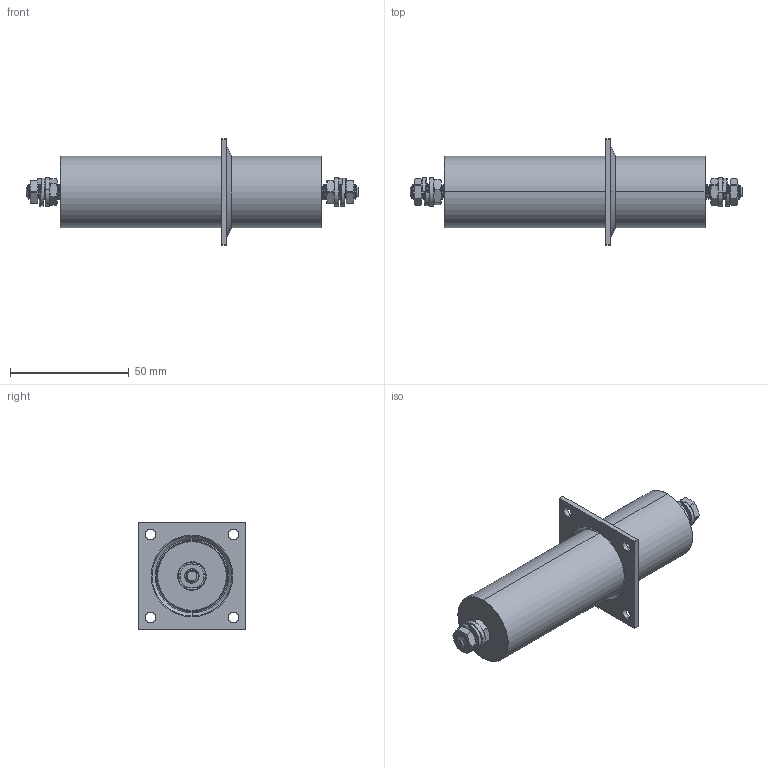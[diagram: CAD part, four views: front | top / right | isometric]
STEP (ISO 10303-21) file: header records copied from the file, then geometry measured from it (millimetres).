
FILE_DESCRIPTION (( 'STEP AP214' ), '1' );
FILE_NAME ('FLLDH025A025I0.STEP', '2021-02-17T12:09:23', ( '' ), ( '' ), 'SwSTEP 2.0', 'SolidWorks 2021', '' );
FILE_SCHEMA (( 'AUTOMOTIVE_DESIGN' ));
Length unit declared in the file: millimetre
Products named in the file (7): HEX NUT M6x1 THIN_90695A038; FLLDH025A025I0; GEH0030_Default<As Machined>; LOCK WASHER M6_91169A180; GEH0073; WASHER M6 Ø12_93475A250; DIC0012
Assembly tree (13 placements, depth 2):
  FLLDH025A025I0
    GEH0030_Default<As Machined>
    DIC0012  x2
    GEH0073  x2
    HEX NUT M6x1 THIN_90695A038  x4
    WASHER M6 Ø12_93475A250  x2
    LOCK WASHER M6_91169A180  x2
Bounding box: 140 x 45 x 45 mm (x, y, z)
Volume: 13693.3 mm3; surface area: 30832.7 mm2
Topology: 13 solids, 13 shells, 445 faces, 1138 edges, 722 vertices
Faces by surface type: cylinder 218, cone 96, plane 67, bspline 34, torus 30
Entity records: 13329 total; most frequent: CARTESIAN_POINT 8716, ORIENTED_EDGE 1006, DIRECTION 815, EDGE_CURVE 503, AXIS2_PLACEMENT_3D 334, VERTEX_POINT 320, EDGE_LOOP 217, ADVANCED_FACE 198
